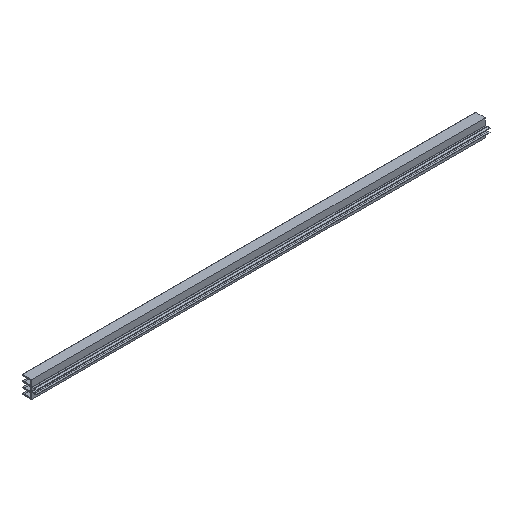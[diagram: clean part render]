
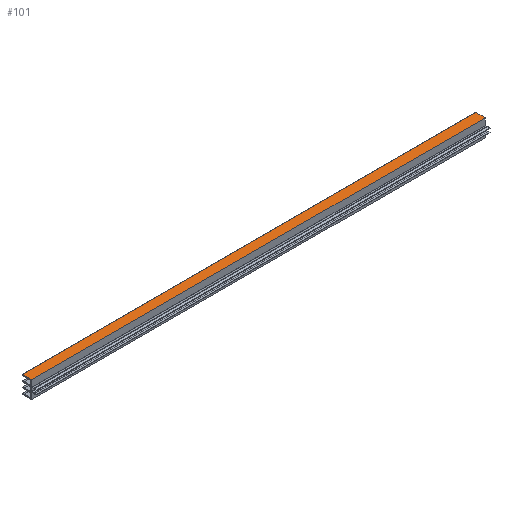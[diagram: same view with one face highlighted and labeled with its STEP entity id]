
A CAD part, isometric view. The second image highlights one B-rep face of the part: STEP entity #101.
In plain terms, the highlighted planar face has unit normal (0, 0, 1).
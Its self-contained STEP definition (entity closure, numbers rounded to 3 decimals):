
#101=ADVANCED_FACE('',(#217),#218,.T.);
#217=FACE_OUTER_BOUND('',#345,.T.);
#218=PLANE('',#346);
#345=EDGE_LOOP('',(#557,#558,#559,#560));
#346=AXIS2_PLACEMENT_3D('',#561,#562,#563);
#557=ORIENTED_EDGE('',*,*,#875,.T.);
#558=ORIENTED_EDGE('',*,*,#876,.F.);
#559=ORIENTED_EDGE('',*,*,#877,.T.);
#560=ORIENTED_EDGE('',*,*,#872,.T.);
#561=CARTESIAN_POINT('',(0.0,10.5,19.));
#562=DIRECTION('',(0.0,0.0,1.0));
#563=DIRECTION('',(0.0,-1.0,0.0));
#872=EDGE_CURVE('',#1064,#1062,#1065,.T.);
#875=EDGE_CURVE('',#1062,#1068,#1069,.T.);
#876=EDGE_CURVE('',#1070,#1068,#1071,.T.);
#877=EDGE_CURVE('',#1070,#1064,#1072,.T.);
#1062=VERTEX_POINT('',#1345);
#1064=VERTEX_POINT('',#1348);
#1065=LINE('',#1349,#1350);
#1068=VERTEX_POINT('',#1354);
#1069=LINE('',#1355,#1356);
#1070=VERTEX_POINT('',#1357);
#1071=LINE('',#1358,#1359);
#1072=LINE('',#1360,#1361);
#1345=CARTESIAN_POINT('',(1000.0,0.0,19.));
#1348=CARTESIAN_POINT('',(0.0,0.0,19.));
#1349=CARTESIAN_POINT('',(0.0,0.0,19.));
#1350=VECTOR('',#1585,1.0);
#1354=CARTESIAN_POINT('',(1000.0,21.0,19.));
#1355=CARTESIAN_POINT('',(1000.0,21.0,19.));
#1356=VECTOR('',#1587,1.0);
#1357=CARTESIAN_POINT('',(0.0,21.0,19.));
#1358=CARTESIAN_POINT('',(0.0,21.0,19.));
#1359=VECTOR('',#1588,1.0);
#1360=CARTESIAN_POINT('',(0.0,21.0,19.));
#1361=VECTOR('',#1589,1.0);
#1585=DIRECTION('',(1.0,0.0,0.0));
#1587=DIRECTION('',(0.0,1.0,0.0));
#1588=DIRECTION('',(1.0,0.0,0.0));
#1589=DIRECTION('',(0.0,-1.0,0.0));
